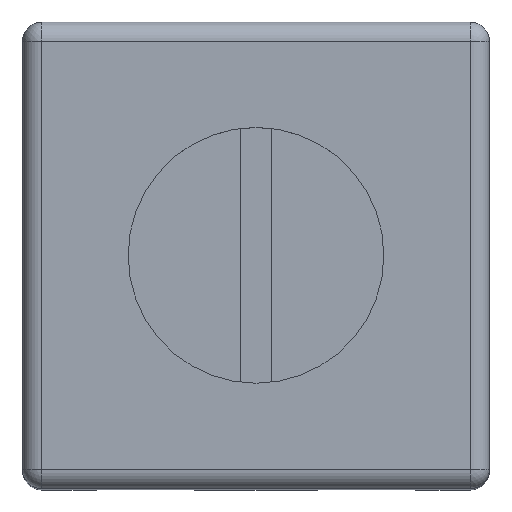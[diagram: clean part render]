
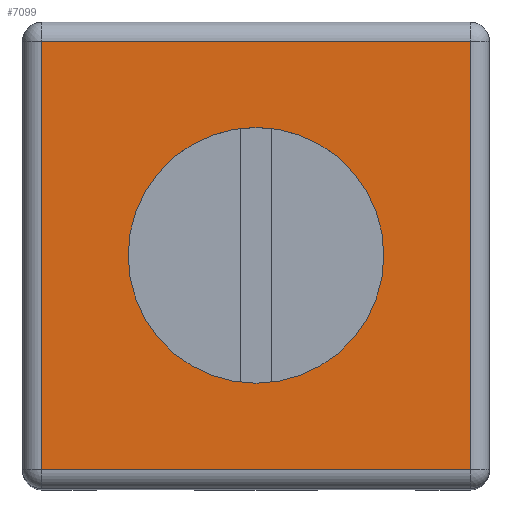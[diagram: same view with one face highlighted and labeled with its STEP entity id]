
A CAD part, top view. The second image highlights one B-rep face of the part: STEP entity #7099.
In plain terms, the highlighted planar face has unit normal (0, 0, 1).
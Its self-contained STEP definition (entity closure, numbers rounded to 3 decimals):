
#5612 = CYLINDRICAL_SURFACE('',#5613,0.3);
#5613 = AXIS2_PLACEMENT_3D('',#5614,#5615,#5616);
#5614 = CARTESIAN_POINT('',(3.35,3.35,11.2));
#5615 = DIRECTION('',(0.,-1.,0.));
#5616 = DIRECTION('',(0.,0.,-1.));
#6057 = VERTEX_POINT('',#6058);
#6058 = CARTESIAN_POINT('',(3.35,3.35,11.5));
#6100 = EDGE_CURVE('',#6057,#6101,#6103,.T.);
#6101 = VERTEX_POINT('',#6102);
#6102 = CARTESIAN_POINT('',(3.35,-3.35,11.5));
#6103 = SURFACE_CURVE('',#6104,(#6108,#6115),.PCURVE_S1.);
#6104 = LINE('',#6105,#6106);
#6105 = CARTESIAN_POINT('',(3.35,3.35,11.5));
#6106 = VECTOR('',#6107,1.);
#6107 = DIRECTION('',(0.,-1.,0.));
#6108 = PCURVE('',#5612,#6109);
#6109 = DEFINITIONAL_REPRESENTATION('',(#6110),#6114);
#6110 = LINE('',#6111,#6112);
#6111 = CARTESIAN_POINT('',(3.142,0.));
#6112 = VECTOR('',#6113,1.);
#6113 = DIRECTION('',(0.,1.));
#6114 = ( GEOMETRIC_REPRESENTATION_CONTEXT(2) 
PARAMETRIC_REPRESENTATION_CONTEXT() REPRESENTATION_CONTEXT('2D SPACE',''
  ) );
#6115 = PCURVE('',#6116,#6121);
#6116 = PLANE('',#6117);
#6117 = AXIS2_PLACEMENT_3D('',#6118,#6119,#6120);
#6118 = CARTESIAN_POINT('',(-3.35,3.35,11.5));
#6119 = DIRECTION('',(0.,0.,1.));
#6120 = DIRECTION('',(1.,0.,0.));
#6121 = DEFINITIONAL_REPRESENTATION('',(#6122),#6126);
#6122 = LINE('',#6123,#6124);
#6123 = CARTESIAN_POINT('',(6.7,0.));
#6124 = VECTOR('',#6125,1.);
#6125 = DIRECTION('',(0.,-1.));
#6126 = ( GEOMETRIC_REPRESENTATION_CONTEXT(2) 
PARAMETRIC_REPRESENTATION_CONTEXT() REPRESENTATION_CONTEXT('2D SPACE',''
  ) );
#6670 = CYLINDRICAL_SURFACE('',#6671,2.);
#6671 = AXIS2_PLACEMENT_3D('',#6672,#6673,#6674);
#6672 = CARTESIAN_POINT('',(0.,0.,11.5));
#6673 = DIRECTION('',(0.,0.,1.));
#6674 = DIRECTION('',(1.,0.,0.));
#6942 = CYLINDRICAL_SURFACE('',#6943,0.3);
#6943 = AXIS2_PLACEMENT_3D('',#6944,#6945,#6946);
#6944 = CARTESIAN_POINT('',(-3.35,3.35,11.2));
#6945 = DIRECTION('',(1.,0.,0.));
#6946 = DIRECTION('',(0.,0.,-1.));
#7099 = ADVANCED_FACE('',(#7100,#7180),#6116,.T.);
#7100 = FACE_BOUND('',#7101,.T.);
#7101 = EDGE_LOOP('',(#7102,#7125,#7153,#7179));
#7102 = ORIENTED_EDGE('',*,*,#7103,.F.);
#7103 = EDGE_CURVE('',#7104,#6057,#7106,.T.);
#7104 = VERTEX_POINT('',#7105);
#7105 = CARTESIAN_POINT('',(-3.35,3.35,11.5));
#7106 = SURFACE_CURVE('',#7107,(#7111,#7118),.PCURVE_S1.);
#7107 = LINE('',#7108,#7109);
#7108 = CARTESIAN_POINT('',(-3.35,3.35,11.5));
#7109 = VECTOR('',#7110,1.);
#7110 = DIRECTION('',(1.,0.,0.));
#7111 = PCURVE('',#6116,#7112);
#7112 = DEFINITIONAL_REPRESENTATION('',(#7113),#7117);
#7113 = LINE('',#7114,#7115);
#7114 = CARTESIAN_POINT('',(0.,0.));
#7115 = VECTOR('',#7116,1.);
#7116 = DIRECTION('',(1.,0.));
#7117 = ( GEOMETRIC_REPRESENTATION_CONTEXT(2) 
PARAMETRIC_REPRESENTATION_CONTEXT() REPRESENTATION_CONTEXT('2D SPACE',''
  ) );
#7118 = PCURVE('',#6942,#7119);
#7119 = DEFINITIONAL_REPRESENTATION('',(#7120),#7124);
#7120 = LINE('',#7121,#7122);
#7121 = CARTESIAN_POINT('',(3.142,0.));
#7122 = VECTOR('',#7123,1.);
#7123 = DIRECTION('',(0.,1.));
#7124 = ( GEOMETRIC_REPRESENTATION_CONTEXT(2) 
PARAMETRIC_REPRESENTATION_CONTEXT() REPRESENTATION_CONTEXT('2D SPACE',''
  ) );
#7125 = ORIENTED_EDGE('',*,*,#7126,.F.);
#7126 = EDGE_CURVE('',#7127,#7104,#7129,.T.);
#7127 = VERTEX_POINT('',#7128);
#7128 = CARTESIAN_POINT('',(-3.35,-3.35,11.5));
#7129 = SURFACE_CURVE('',#7130,(#7134,#7141),.PCURVE_S1.);
#7130 = LINE('',#7131,#7132);
#7131 = CARTESIAN_POINT('',(-3.35,-3.35,11.5));
#7132 = VECTOR('',#7133,1.);
#7133 = DIRECTION('',(0.,1.,0.));
#7134 = PCURVE('',#6116,#7135);
#7135 = DEFINITIONAL_REPRESENTATION('',(#7136),#7140);
#7136 = LINE('',#7137,#7138);
#7137 = CARTESIAN_POINT('',(0.,-6.7));
#7138 = VECTOR('',#7139,1.);
#7139 = DIRECTION('',(0.,1.));
#7140 = ( GEOMETRIC_REPRESENTATION_CONTEXT(2) 
PARAMETRIC_REPRESENTATION_CONTEXT() REPRESENTATION_CONTEXT('2D SPACE',''
  ) );
#7141 = PCURVE('',#7142,#7147);
#7142 = CYLINDRICAL_SURFACE('',#7143,0.3);
#7143 = AXIS2_PLACEMENT_3D('',#7144,#7145,#7146);
#7144 = CARTESIAN_POINT('',(-3.35,-3.35,11.2));
#7145 = DIRECTION('',(0.,1.,0.));
#7146 = DIRECTION('',(0.,0.,-1.));
#7147 = DEFINITIONAL_REPRESENTATION('',(#7148),#7152);
#7148 = LINE('',#7149,#7150);
#7149 = CARTESIAN_POINT('',(3.142,0.));
#7150 = VECTOR('',#7151,1.);
#7151 = DIRECTION('',(0.,1.));
#7152 = ( GEOMETRIC_REPRESENTATION_CONTEXT(2) 
PARAMETRIC_REPRESENTATION_CONTEXT() REPRESENTATION_CONTEXT('2D SPACE',''
  ) );
#7153 = ORIENTED_EDGE('',*,*,#7154,.F.);
#7154 = EDGE_CURVE('',#6101,#7127,#7155,.T.);
#7155 = SURFACE_CURVE('',#7156,(#7160,#7167),.PCURVE_S1.);
#7156 = LINE('',#7157,#7158);
#7157 = CARTESIAN_POINT('',(3.35,-3.35,11.5));
#7158 = VECTOR('',#7159,1.);
#7159 = DIRECTION('',(-1.,0.,0.));
#7160 = PCURVE('',#6116,#7161);
#7161 = DEFINITIONAL_REPRESENTATION('',(#7162),#7166);
#7162 = LINE('',#7163,#7164);
#7163 = CARTESIAN_POINT('',(6.7,-6.7));
#7164 = VECTOR('',#7165,1.);
#7165 = DIRECTION('',(-1.,0.));
#7166 = ( GEOMETRIC_REPRESENTATION_CONTEXT(2) 
PARAMETRIC_REPRESENTATION_CONTEXT() REPRESENTATION_CONTEXT('2D SPACE',''
  ) );
#7167 = PCURVE('',#7168,#7173);
#7168 = CYLINDRICAL_SURFACE('',#7169,0.3);
#7169 = AXIS2_PLACEMENT_3D('',#7170,#7171,#7172);
#7170 = CARTESIAN_POINT('',(3.35,-3.35,11.2));
#7171 = DIRECTION('',(-1.,0.,0.));
#7172 = DIRECTION('',(-0.,0.,-1.));
#7173 = DEFINITIONAL_REPRESENTATION('',(#7174),#7178);
#7174 = LINE('',#7175,#7176);
#7175 = CARTESIAN_POINT('',(3.142,0.));
#7176 = VECTOR('',#7177,1.);
#7177 = DIRECTION('',(0.,1.));
#7178 = ( GEOMETRIC_REPRESENTATION_CONTEXT(2) 
PARAMETRIC_REPRESENTATION_CONTEXT() REPRESENTATION_CONTEXT('2D SPACE',''
  ) );
#7179 = ORIENTED_EDGE('',*,*,#6100,.F.);
#7180 = FACE_BOUND('',#7181,.T.);
#7181 = EDGE_LOOP('',(#7182));
#7182 = ORIENTED_EDGE('',*,*,#7183,.F.);
#7183 = EDGE_CURVE('',#7184,#7184,#7186,.T.);
#7184 = VERTEX_POINT('',#7185);
#7185 = CARTESIAN_POINT('',(2.,0.,11.5));
#7186 = SURFACE_CURVE('',#7187,(#7192,#7199),.PCURVE_S1.);
#7187 = CIRCLE('',#7188,2.);
#7188 = AXIS2_PLACEMENT_3D('',#7189,#7190,#7191);
#7189 = CARTESIAN_POINT('',(0.,0.,11.5));
#7190 = DIRECTION('',(0.,0.,1.));
#7191 = DIRECTION('',(1.,0.,0.));
#7192 = PCURVE('',#6116,#7193);
#7193 = DEFINITIONAL_REPRESENTATION('',(#7194),#7198);
#7194 = CIRCLE('',#7195,2.);
#7195 = AXIS2_PLACEMENT_2D('',#7196,#7197);
#7196 = CARTESIAN_POINT('',(3.35,-3.35));
#7197 = DIRECTION('',(1.,0.));
#7198 = ( GEOMETRIC_REPRESENTATION_CONTEXT(2) 
PARAMETRIC_REPRESENTATION_CONTEXT() REPRESENTATION_CONTEXT('2D SPACE',''
  ) );
#7199 = PCURVE('',#6670,#7200);
#7200 = DEFINITIONAL_REPRESENTATION('',(#7201),#7205);
#7201 = LINE('',#7202,#7203);
#7202 = CARTESIAN_POINT('',(0.,0.));
#7203 = VECTOR('',#7204,1.);
#7204 = DIRECTION('',(1.,0.));
#7205 = ( GEOMETRIC_REPRESENTATION_CONTEXT(2) 
PARAMETRIC_REPRESENTATION_CONTEXT() REPRESENTATION_CONTEXT('2D SPACE',''
  ) );
